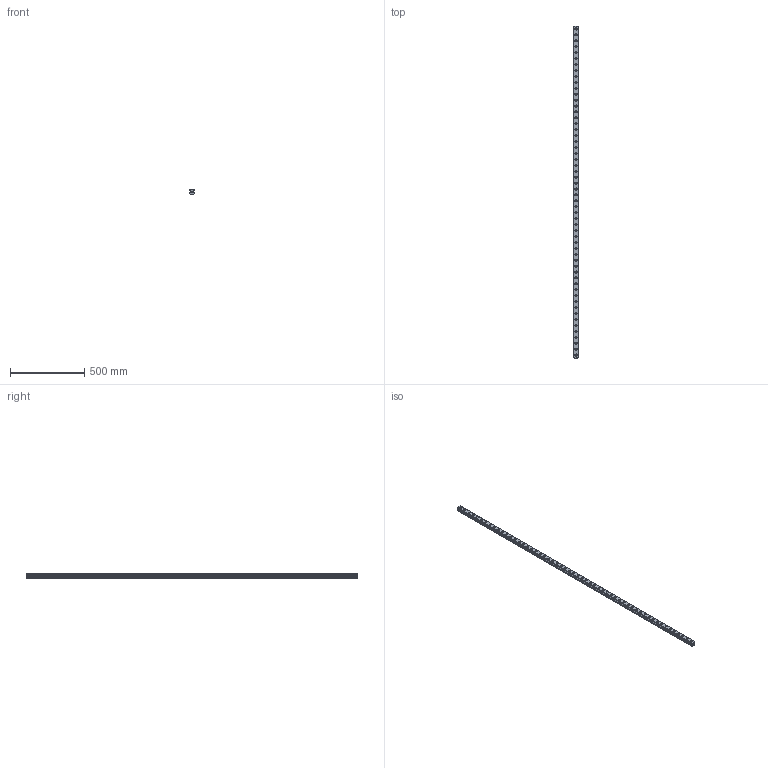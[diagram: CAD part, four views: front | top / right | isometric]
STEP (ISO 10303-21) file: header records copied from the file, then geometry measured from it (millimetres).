
FILE_DESCRIPTION(('STEP AP214'),'1');
FILE_NAME('cctmp_0E77C581-4AA7-407A-8DC0-41FD17D0215E_2021_03_11_14_36_16_0331..stp','2021-03-11T13:36:16',('HIWIN GmbH'),('CADClick - www.CADClick.com'),'Spatial InterOp 3D',' ','unknown authorization');
FILE_SCHEMA(('AUTOMOTIVE_DESIGN'));
Length unit declared in the file: millimetre
Products named in the file (1): RGR30R2240H_FILE
Bounding box: 28 x 2240 x 28 mm (x, y, z)
Volume: 1285455.2 mm3; surface area: 332556.1 mm2
Topology: 1 solids, 1 shells, 619 faces, 1335 edges, 890 vertices
Faces by surface type: cylinder 354, plane 265
Entity records: 22113 total; most frequent: DIRECTION 3283, CARTESIAN_POINT 2845, ORIENTED_EDGE 2670, EDGE_CURVE 1335, AXIS2_PLACEMENT_3D 1328, VERTEX_POINT 890, EDGE_LOOP 791, CIRCLE 708
